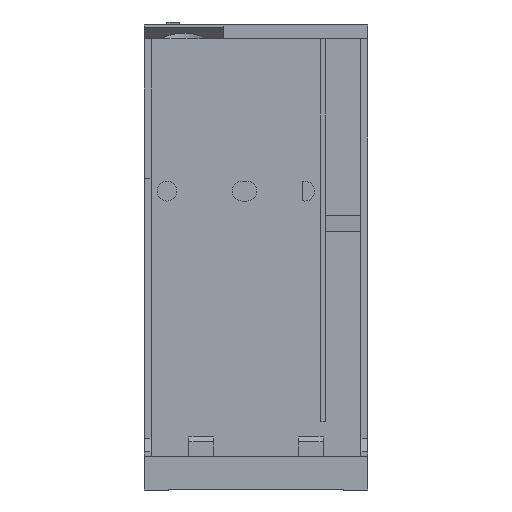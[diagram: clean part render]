
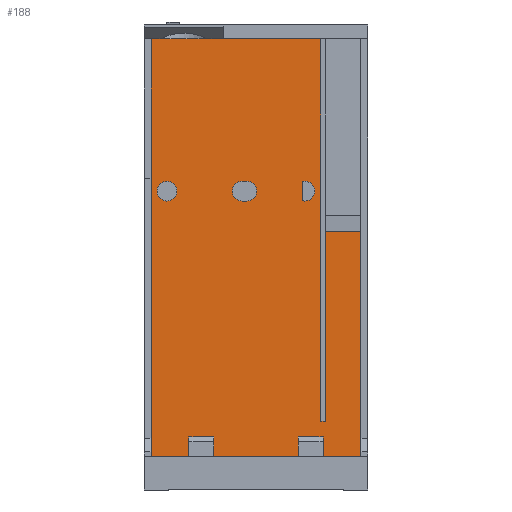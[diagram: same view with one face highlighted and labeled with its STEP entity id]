
A CAD part, front view. The second image highlights one B-rep face of the part: STEP entity #188.
In plain terms, the highlighted planar face has unit normal (0, -1, 0).
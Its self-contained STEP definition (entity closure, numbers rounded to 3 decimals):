
#188 = ADVANCED_FACE( '', ( #511, #512, #513, #514 ), #515, .F. );
#511 = FACE_BOUND( '', #945, .T. );
#512 = FACE_BOUND( '', #946, .T. );
#513 = FACE_BOUND( '', #947, .T. );
#514 = FACE_OUTER_BOUND( '', #948, .T. );
#515 = PLANE( '', #949 );
#945 = EDGE_LOOP( '', ( #2077, #2078, #2079 ) );
#946 = EDGE_LOOP( '', ( #2080, #2081, #2082, #2083 ) );
#947 = EDGE_LOOP( '', ( #2084, #2085 ) );
#948 = EDGE_LOOP( '', ( #2086, #2087, #2088, #2089, #2090, #2091, #2092, #2093 ) );
#949 = AXIS2_PLACEMENT_3D( '', #2094, #2095, #2096 );
#2077 = ORIENTED_EDGE( '', *, *, #3015, .T. );
#2078 = ORIENTED_EDGE( '', *, *, #2961, .T. );
#2079 = ORIENTED_EDGE( '', *, *, #3018, .T. );
#2080 = ORIENTED_EDGE( '', *, *, #3021, .T. );
#2081 = ORIENTED_EDGE( '', *, *, #3030, .T. );
#2082 = ORIENTED_EDGE( '', *, *, #3027, .T. );
#2083 = ORIENTED_EDGE( '', *, *, #3024, .T. );
#2084 = ORIENTED_EDGE( '', *, *, #2959, .T. );
#2085 = ORIENTED_EDGE( '', *, *, #3031, .T. );
#2086 = ORIENTED_EDGE( '', *, *, #3184, .T. );
#2087 = ORIENTED_EDGE( '', *, *, #3197, .T. );
#2088 = ORIENTED_EDGE( '', *, *, #3192, .T. );
#2089 = ORIENTED_EDGE( '', *, *, #3189, .T. );
#2090 = ORIENTED_EDGE( '', *, *, #3202, .F. );
#2091 = ORIENTED_EDGE( '', *, *, #3272, .F. );
#2092 = ORIENTED_EDGE( '', *, *, #3281, .F. );
#2093 = ORIENTED_EDGE( '', *, *, #3276, .T. );
#2094 = CARTESIAN_POINT( '', ( 1.4, 22.3, 2.5 ) );
#2095 = DIRECTION( '', ( 0., 1., 0. ) );
#2096 = DIRECTION( '', ( -1., 0., 0. ) );
#2959 = EDGE_CURVE( '', #3571, #3575, #3577, .T. );
#2961 = EDGE_CURVE( '', #3581, #3578, #3582, .T. );
#3015 = EDGE_CURVE( '', #3675, #3581, #3676, .T. );
#3018 = EDGE_CURVE( '', #3578, #3675, #3679, .T. );
#3021 = EDGE_CURVE( '', #3685, #3683, #3686, .T. );
#3024 = EDGE_CURVE( '', #3690, #3685, #3691, .T. );
#3027 = EDGE_CURVE( '', #3695, #3690, #3696, .T. );
#3030 = EDGE_CURVE( '', #3683, #3695, #3699, .T. );
#3031 = EDGE_CURVE( '', #3575, #3571, #3700, .T. );
#3184 = EDGE_CURVE( '', #3952, #3949, #3958, .T. );
#3189 = EDGE_CURVE( '', #3967, #3964, #3968, .T. );
#3192 = EDGE_CURVE( '', #3972, #3967, #3973, .T. );
#3197 = EDGE_CURVE( '', #3949, #3972, #3980, .T. );
#3202 = EDGE_CURVE( '', #3986, #3964, #3988, .T. );
#3272 = EDGE_CURVE( '', #4098, #3986, #4100, .T. );
#3276 = EDGE_CURVE( '', #4106, #3952, #4107, .T. );
#3281 = EDGE_CURVE( '', #4106, #4098, #4115, .T. );
#3571 = VERTEX_POINT( '', #4656 );
#3575 = VERTEX_POINT( '', #4661 );
#3577 = CIRCLE( '', #4664, 2. );
#3578 = VERTEX_POINT( '', #4665 );
#3581 = VERTEX_POINT( '', #4669 );
#3582 = CIRCLE( '', #4670, 2. );
#3675 = VERTEX_POINT( '', #4801 );
#3676 = LINE( '', #4802, #4803 );
#3679 = CIRCLE( '', #4807, 2. );
#3683 = VERTEX_POINT( '', #4812 );
#3685 = VERTEX_POINT( '', #4815 );
#3686 = LINE( '', #4816, #4817 );
#3690 = VERTEX_POINT( '', #4822 );
#3691 = CIRCLE( '', #4823, 2. );
#3695 = VERTEX_POINT( '', #4829 );
#3696 = LINE( '', #4830, #4831 );
#3699 = CIRCLE( '', #4835, 2. );
#3700 = CIRCLE( '', #4836, 2. );
#3949 = VERTEX_POINT( '', #5325 );
#3952 = VERTEX_POINT( '', #5330 );
#3958 = LINE( '', #5340, #5341 );
#3964 = VERTEX_POINT( '', #5350 );
#3967 = VERTEX_POINT( '', #5354 );
#3968 = LINE( '', #5355, #5356 );
#3972 = VERTEX_POINT( '', #5362 );
#3973 = LINE( '', #5363, #5364 );
#3980 = LINE( '', #5375, #5376 );
#3986 = VERTEX_POINT( '', #5385 );
#3988 = LINE( '', #5388, #5389 );
#4098 = VERTEX_POINT( '', #5559 );
#4100 = LINE( '', #5562, #5563 );
#4106 = VERTEX_POINT( '', #5572 );
#4107 = LINE( '', #5573, #5574 );
#4115 = LINE( '', #5586, #5587 );
#4656 = CARTESIAN_POINT( '', ( 6.6, 22.3, 55.9 ) );
#4661 = CARTESIAN_POINT( '', ( 2.6, 22.3, 55.9 ) );
#4664 = AXIS2_PLACEMENT_3D( '', #6229, #6230, #6231 );
#4665 = CARTESIAN_POINT( '', ( 32.85, 22.3, 53.977 ) );
#4669 = CARTESIAN_POINT( '', ( 31.75, 22.3, 57.823 ) );
#4670 = AXIS2_PLACEMENT_3D( '', #6233, #6234, #6235 );
#4801 = CARTESIAN_POINT( '', ( 31.75, 22.3, 53.977 ) );
#4802 = CARTESIAN_POINT( '', ( 31.75, 22.3, 30.161 ) );
#4803 = VECTOR( '', #6319, 1. );
#4807 = AXIS2_PLACEMENT_3D( '', #6324, #6325, #6326 );
#4812 = CARTESIAN_POINT( '', ( 19.75, 22.3, 53.9 ) );
#4815 = CARTESIAN_POINT( '', ( 20.65, 22.3, 53.9 ) );
#4816 = CARTESIAN_POINT( '', ( 10.575, 22.3, 53.9 ) );
#4817 = VECTOR( '', #6329, 1. );
#4822 = CARTESIAN_POINT( '', ( 20.65, 22.3, 57.9 ) );
#4823 = AXIS2_PLACEMENT_3D( '', #6334, #6335, #6336 );
#4829 = CARTESIAN_POINT( '', ( 19.75, 22.3, 57.9 ) );
#4830 = CARTESIAN_POINT( '', ( 11.025, 22.3, 57.9 ) );
#4831 = VECTOR( '', #6339, 1. );
#4835 = AXIS2_PLACEMENT_3D( '', #6344, #6345, #6346 );
#4836 = AXIS2_PLACEMENT_3D( '', #6347, #6348, #6349 );
#5325 = CARTESIAN_POINT( '', ( 36.5, 22.3, 47.8 ) );
#5330 = CARTESIAN_POINT( '', ( 43.6, 22.3, 47.8 ) );
#5340 = CARTESIAN_POINT( '', ( 0.7, 22.3, 47.8 ) );
#5341 = VECTOR( '', #6500, 1. );
#5350 = CARTESIAN_POINT( '', ( 35.5, 22.3, 86.5 ) );
#5354 = CARTESIAN_POINT( '', ( 35.5, 22.3, 9.6 ) );
#5355 = CARTESIAN_POINT( '', ( 35.5, 22.3, 45.2 ) );
#5356 = VECTOR( '', #6505, 1. );
#5362 = CARTESIAN_POINT( '', ( 36.5, 22.3, 9.6 ) );
#5363 = CARTESIAN_POINT( '', ( 18.45, 22.3, 9.6 ) );
#5364 = VECTOR( '', #6508, 1. );
#5375 = CARTESIAN_POINT( '', ( 36.5, 22.3, 6.05 ) );
#5376 = VECTOR( '', #6513, 1. );
#5385 = CARTESIAN_POINT( '', ( 1.4, 22.3, 86.5 ) );
#5388 = CARTESIAN_POINT( '', ( 43.6, 22.3, 86.5 ) );
#5389 = VECTOR( '', #6518, 1. );
#5559 = CARTESIAN_POINT( '', ( 1.4, 22.3, 2.5 ) );
#5562 = CARTESIAN_POINT( '', ( 1.4, 22.3, 2.5 ) );
#5563 = VECTOR( '', #6604, 1. );
#5572 = CARTESIAN_POINT( '', ( 43.6, 22.3, 2.5 ) );
#5573 = CARTESIAN_POINT( '', ( 43.6, 22.3, 2.5 ) );
#5574 = VECTOR( '', #6608, 1. );
#5586 = CARTESIAN_POINT( '', ( 43.6, 22.3, 2.5 ) );
#5587 = VECTOR( '', #6613, 1. );
#6229 = CARTESIAN_POINT( '', ( 4.6, 22.3, 55.9 ) );
#6230 = DIRECTION( '', ( 0., 1., 0. ) );
#6231 = DIRECTION( '', ( 1., 0., 0. ) );
#6233 = CARTESIAN_POINT( '', ( 32.3, 22.3, 55.9 ) );
#6234 = DIRECTION( '', ( 0., 1., 0. ) );
#6235 = DIRECTION( '', ( -0.275, 0., 0.961 ) );
#6319 = DIRECTION( '', ( 0., 0., 1. ) );
#6324 = CARTESIAN_POINT( '', ( 32.3, 22.3, 55.9 ) );
#6325 = DIRECTION( '', ( 0., 1., 0. ) );
#6326 = DIRECTION( '', ( -0.275, 0., 0.961 ) );
#6329 = DIRECTION( '', ( -1., 0., 0. ) );
#6334 = CARTESIAN_POINT( '', ( 20.65, 22.3, 55.9 ) );
#6335 = DIRECTION( '', ( 0., 1., 0. ) );
#6336 = DIRECTION( '', ( 0., 0., 1. ) );
#6339 = DIRECTION( '', ( 1., 0., 0. ) );
#6344 = CARTESIAN_POINT( '', ( 19.75, 22.3, 55.9 ) );
#6345 = DIRECTION( '', ( 0., 1., 0. ) );
#6346 = DIRECTION( '', ( 0., 0., -1. ) );
#6347 = CARTESIAN_POINT( '', ( 4.6, 22.3, 55.9 ) );
#6348 = DIRECTION( '', ( 0., 1., 0. ) );
#6349 = DIRECTION( '', ( 1., 0., 0. ) );
#6500 = DIRECTION( '', ( -1., 0., 0. ) );
#6505 = DIRECTION( '', ( 0., 0., 1. ) );
#6508 = DIRECTION( '', ( -1., 0., 0. ) );
#6513 = DIRECTION( '', ( 0., 0., -1. ) );
#6518 = DIRECTION( '', ( 1., 0., 0. ) );
#6604 = DIRECTION( '', ( 0., 0., 1. ) );
#6608 = DIRECTION( '', ( 0., 0., 1. ) );
#6613 = DIRECTION( '', ( -1., 0., 0. ) );
